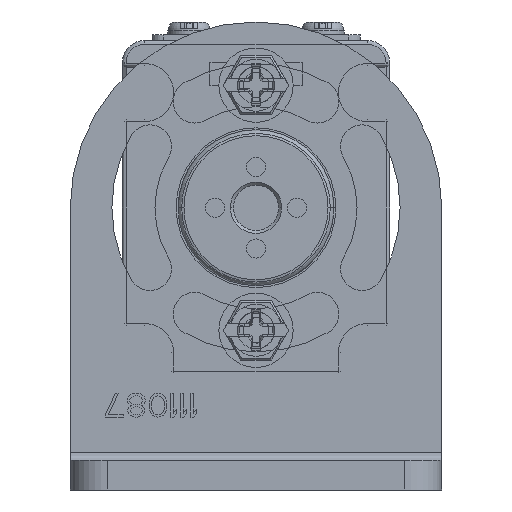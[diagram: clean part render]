
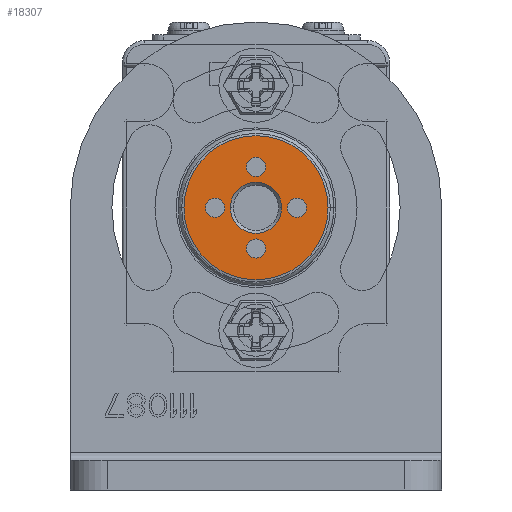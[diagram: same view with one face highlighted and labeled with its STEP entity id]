
A CAD part, front view. The second image highlights one B-rep face of the part: STEP entity #18307.
In plain terms, the highlighted planar face has unit normal (0, -1, 0).
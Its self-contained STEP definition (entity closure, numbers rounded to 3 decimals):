
#3163=CARTESIAN_POINT('',(0.,-964.,22.5));
#3164=DIRECTION('',(0.,-1.,0.));
#3165=DIRECTION('',(-1.,0.,0.));
#3166=AXIS2_PLACEMENT_3D('',#3163,#3164,#3165);
#3168=CARTESIAN_POINT('',(0.,-964.,22.5));
#3169=DIRECTION('',(0.,-1.,0.));
#3170=DIRECTION('',(1.,0.,0.));
#3171=AXIS2_PLACEMENT_3D('',#3168,#3169,#3170);
#3173=CARTESIAN_POINT('',(0.,-964.,22.5));
#3174=DIRECTION('',(0.,1.,0.));
#3175=DIRECTION('',(-1.,0.,0.));
#3176=AXIS2_PLACEMENT_3D('',#3173,#3174,#3175);
#3178=CARTESIAN_POINT('',(0.,-964.,22.5));
#3179=DIRECTION('',(0.,1.,0.));
#3180=DIRECTION('',(1.,0.,0.));
#3181=AXIS2_PLACEMENT_3D('',#3178,#3179,#3180);
#3183=CARTESIAN_POINT('',(0.,-964.,17.));
#3184=DIRECTION('',(0.,-1.,0.));
#3185=DIRECTION('',(-1.,0.,0.));
#3186=AXIS2_PLACEMENT_3D('',#3183,#3184,#3185);
#3188=CARTESIAN_POINT('',(0.,-964.,17.));
#3189=DIRECTION('',(0.,-1.,0.));
#3190=DIRECTION('',(1.,0.,0.));
#3191=AXIS2_PLACEMENT_3D('',#3188,#3189,#3190);
#3193=CARTESIAN_POINT('',(-5.5,-964.,22.5));
#3194=DIRECTION('',(0.,-1.,0.));
#3195=DIRECTION('',(-1.,0.,0.));
#3196=AXIS2_PLACEMENT_3D('',#3193,#3194,#3195);
#3198=CARTESIAN_POINT('',(-5.5,-964.,22.5));
#3199=DIRECTION('',(0.,-1.,0.));
#3200=DIRECTION('',(1.,0.,0.));
#3201=AXIS2_PLACEMENT_3D('',#3198,#3199,#3200);
#3203=CARTESIAN_POINT('',(0.,-964.,28.));
#3204=DIRECTION('',(0.,-1.,0.));
#3205=DIRECTION('',(-1.,0.,0.));
#3206=AXIS2_PLACEMENT_3D('',#3203,#3204,#3205);
#3208=CARTESIAN_POINT('',(0.,-964.,28.));
#3209=DIRECTION('',(0.,-1.,0.));
#3210=DIRECTION('',(1.,0.,0.));
#3211=AXIS2_PLACEMENT_3D('',#3208,#3209,#3210);
#3213=CARTESIAN_POINT('',(5.5,-964.,22.5));
#3214=DIRECTION('',(0.,-1.,0.));
#3215=DIRECTION('',(-1.,0.,0.));
#3216=AXIS2_PLACEMENT_3D('',#3213,#3214,#3215);
#3218=CARTESIAN_POINT('',(5.5,-964.,22.5));
#3219=DIRECTION('',(0.,-1.,0.));
#3220=DIRECTION('',(1.,0.,0.));
#3221=AXIS2_PLACEMENT_3D('',#3218,#3219,#3220);
#13280=CARTESIAN_POINT('',(-9.7,-964.,22.5));
#13281=CARTESIAN_POINT('',(9.7,-964.,22.5));
#13282=VERTEX_POINT('',#13280);
#13283=VERTEX_POINT('',#13281);
#13288=CARTESIAN_POINT('',(-3.45,-964.,22.5));
#13289=CARTESIAN_POINT('',(3.45,-964.,22.5));
#13290=VERTEX_POINT('',#13288);
#13291=VERTEX_POINT('',#13289);
#13308=CARTESIAN_POINT('',(-1.3,-964.,17.));
#13309=CARTESIAN_POINT('',(1.3,-964.,17.));
#13310=VERTEX_POINT('',#13308);
#13311=VERTEX_POINT('',#13309);
#13312=CARTESIAN_POINT('',(-6.8,-964.,22.5));
#13313=CARTESIAN_POINT('',(-4.2,-964.,22.5));
#13314=VERTEX_POINT('',#13312);
#13315=VERTEX_POINT('',#13313);
#13316=CARTESIAN_POINT('',(-1.3,-964.,28.));
#13317=CARTESIAN_POINT('',(1.3,-964.,28.));
#13318=VERTEX_POINT('',#13316);
#13319=VERTEX_POINT('',#13317);
#13320=CARTESIAN_POINT('',(4.2,-964.,22.5));
#13321=CARTESIAN_POINT('',(6.8,-964.,22.5));
#13322=VERTEX_POINT('',#13320);
#13323=VERTEX_POINT('',#13321);
#18267=CARTESIAN_POINT('',(0.,-964.,22.5));
#18268=DIRECTION('',(0.,-1.,0.));
#18269=DIRECTION('',(-1.,0.,0.));
#18270=AXIS2_PLACEMENT_3D('',#18267,#18268,#18269);
#18271=PLANE('',#18270);
#18272=ORIENTED_EDGE('',*,*,#18257,.F.);
#18274=ORIENTED_EDGE('',*,*,#18273,.F.);
#18275=EDGE_LOOP('',(#18272,#18274));
#18276=FACE_OUTER_BOUND('',#18275,.F.);
#18278=ORIENTED_EDGE('',*,*,#18277,.F.);
#18280=ORIENTED_EDGE('',*,*,#18279,.F.);
#18281=EDGE_LOOP('',(#18278,#18280));
#18282=FACE_BOUND('',#18281,.F.);
#18284=ORIENTED_EDGE('',*,*,#18283,.T.);
#18286=ORIENTED_EDGE('',*,*,#18285,.T.);
#18287=EDGE_LOOP('',(#18284,#18286));
#18288=FACE_BOUND('',#18287,.F.);
#18290=ORIENTED_EDGE('',*,*,#18289,.T.);
#18292=ORIENTED_EDGE('',*,*,#18291,.T.);
#18293=EDGE_LOOP('',(#18290,#18292));
#18294=FACE_BOUND('',#18293,.F.);
#18296=ORIENTED_EDGE('',*,*,#18295,.T.);
#18298=ORIENTED_EDGE('',*,*,#18297,.T.);
#18299=EDGE_LOOP('',(#18296,#18298));
#18300=FACE_BOUND('',#18299,.F.);
#18302=ORIENTED_EDGE('',*,*,#18301,.T.);
#18304=ORIENTED_EDGE('',*,*,#18303,.T.);
#18305=EDGE_LOOP('',(#18302,#18304));
#18306=FACE_BOUND('',#18305,.F.);
#18307=ADVANCED_FACE('',(#18276,#18282,#18288,#18294,#18300,#18306),#18271,.T.);
#3167=CIRCLE('',#3166,9.7);
#3172=CIRCLE('',#3171,9.7);
#3177=CIRCLE('',#3176,3.45);
#3182=CIRCLE('',#3181,3.45);
#3187=CIRCLE('',#3186,1.3);
#3192=CIRCLE('',#3191,1.3);
#3197=CIRCLE('',#3196,1.3);
#3202=CIRCLE('',#3201,1.3);
#3207=CIRCLE('',#3206,1.3);
#3212=CIRCLE('',#3211,1.3);
#3217=CIRCLE('',#3216,1.3);
#3222=CIRCLE('',#3221,1.3);
#18257=EDGE_CURVE('',#13282,#13283,#3167,.T.);
#18273=EDGE_CURVE('',#13283,#13282,#3172,.T.);
#18277=EDGE_CURVE('',#13290,#13291,#3177,.T.);
#18279=EDGE_CURVE('',#13291,#13290,#3182,.T.);
#18283=EDGE_CURVE('',#13310,#13311,#3187,.T.);
#18285=EDGE_CURVE('',#13311,#13310,#3192,.T.);
#18289=EDGE_CURVE('',#13314,#13315,#3197,.T.);
#18291=EDGE_CURVE('',#13315,#13314,#3202,.T.);
#18295=EDGE_CURVE('',#13318,#13319,#3207,.T.);
#18297=EDGE_CURVE('',#13319,#13318,#3212,.T.);
#18301=EDGE_CURVE('',#13322,#13323,#3217,.T.);
#18303=EDGE_CURVE('',#13323,#13322,#3222,.T.);
